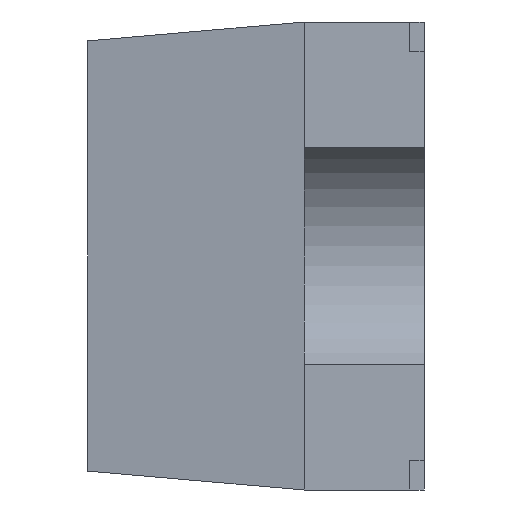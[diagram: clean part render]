
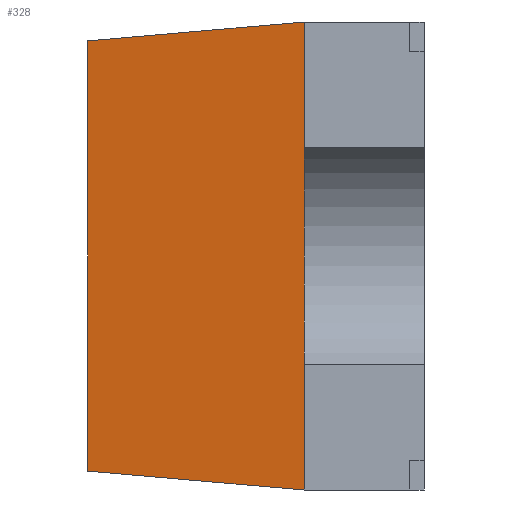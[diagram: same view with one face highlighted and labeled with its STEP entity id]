
A CAD part, left-side view. The second image highlights one B-rep face of the part: STEP entity #328.
In plain terms, the highlighted planar face has unit normal (-0.991, 0.134, 0).
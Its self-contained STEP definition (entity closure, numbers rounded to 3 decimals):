
#22 = CARTESIAN_POINT ( 'NONE',  ( 0.2, 0.18, 0.8 ) ) ;
#37 = ORIENTED_EDGE ( 'NONE', *, *, #649, .F. ) ;
#60 = DIRECTION ( 'NONE',  ( 0., 0., -1. ) ) ;
#142 = EDGE_LOOP ( 'NONE', ( #1329, #679, #1321, #37 ) ) ;
#187 = VECTOR ( 'NONE', #824, 1000. ) ;
#269 = CARTESIAN_POINT ( 'NONE',  ( 0.259, 0.615, 0.038 ) ) ;
#300 = CARTESIAN_POINT ( 'NONE',  ( 0.25, 0.55, 0.8 ) ) ;
#328 = ADVANCED_FACE ( 'NONE', ( #543 ), #966, .F. ) ;
#366 = LINE ( 'NONE', #1173, #939 ) ;
#415 = VERTEX_POINT ( 'NONE', #515 ) ;
#469 = VERTEX_POINT ( 'NONE', #959 ) ;
#477 = CARTESIAN_POINT ( 'NONE',  ( 0.25, 0.55, 0.032 ) ) ;
#483 = CARTESIAN_POINT ( 'NONE',  ( 0.25, 0.55, 0.8 ) ) ;
#515 = CARTESIAN_POINT ( 'NONE',  ( 0.2, 0.18, 0. ) ) ;
#543 = FACE_OUTER_BOUND ( 'NONE', #142, .T. ) ;
#553 = DIRECTION ( 'NONE',  ( -0.133, -0.987, 0.086 ) ) ;
#649 = EDGE_CURVE ( 'NONE', #794, #415, #366, .T. ) ;
#658 = CARTESIAN_POINT ( 'NONE',  ( 0.25, 0.547, 0.768 ) ) ;
#670 = VERTEX_POINT ( 'NONE', #477 ) ;
#679 = ORIENTED_EDGE ( 'NONE', *, *, #1097, .T. ) ;
#715 = EDGE_CURVE ( 'NONE', #415, #670, #782, .T. ) ;
#782 = LINE ( 'NONE', #269, #187 ) ;
#794 = VERTEX_POINT ( 'NONE', #22 ) ;
#824 = DIRECTION ( 'NONE',  ( 0.133, 0.987, 0.086 ) ) ;
#883 = DIRECTION ( 'NONE',  ( 0.991, -0.134, 0. ) ) ;
#915 = EDGE_CURVE ( 'NONE', #469, #794, #1236, .T. ) ;
#925 = AXIS2_PLACEMENT_3D ( 'NONE', #300, #883, #1337 ) ;
#939 = VECTOR ( 'NONE', #1437, 1000. ) ;
#959 = CARTESIAN_POINT ( 'NONE',  ( 0.25, 0.55, 0.768 ) ) ;
#966 = PLANE ( 'NONE',  #925 ) ;
#1061 = LINE ( 'NONE', #483, #1340 ) ;
#1097 = EDGE_CURVE ( 'NONE', #469, #670, #1061, .T. ) ;
#1173 = CARTESIAN_POINT ( 'NONE',  ( 0.2, 0.18, 0.8 ) ) ;
#1188 = VECTOR ( 'NONE', #553, 1000. ) ;
#1236 = LINE ( 'NONE', #658, #1188 ) ;
#1321 = ORIENTED_EDGE ( 'NONE', *, *, #715, .F. ) ;
#1329 = ORIENTED_EDGE ( 'NONE', *, *, #915, .F. ) ;
#1337 = DIRECTION ( 'NONE',  ( 0.134, 0.991, 0. ) ) ;
#1340 = VECTOR ( 'NONE', #60, 1000. ) ;
#1437 = DIRECTION ( 'NONE',  ( 0., 0., -1. ) ) ;
